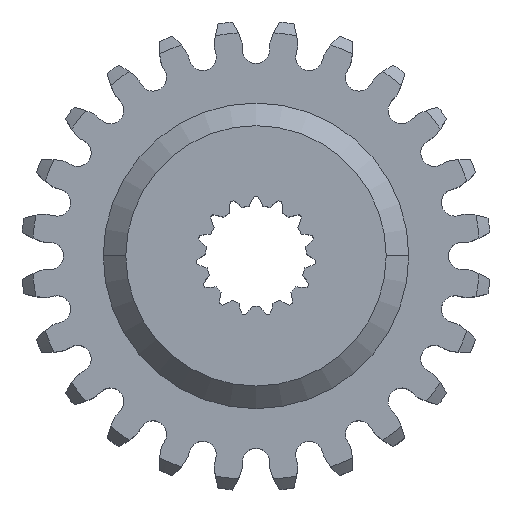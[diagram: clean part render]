
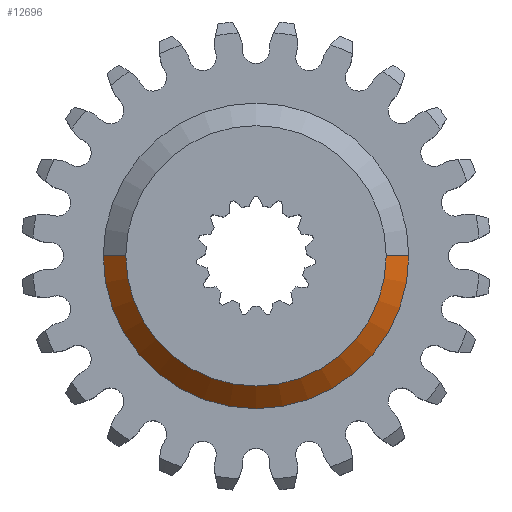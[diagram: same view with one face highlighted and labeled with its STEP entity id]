
A CAD part, top view. The second image highlights one B-rep face of the part: STEP entity #12696.
In plain terms, the highlighted conical face has half-angle 45 degrees and reference radius 10.732 mm.
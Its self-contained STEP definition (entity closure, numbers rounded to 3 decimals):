
#568 = VERTEX_POINT ( 'NONE', #15057 ) ;
#891 = CARTESIAN_POINT ( 'NONE',  ( 0., 0., 4.763 ) ) ;
#1069 = DIRECTION ( 'NONE',  ( 1., 0., 0. ) ) ;
#1317 = DIRECTION ( 'NONE',  ( -1., 0., 0. ) ) ;
#1668 = CARTESIAN_POINT ( 'NONE',  ( -10.732, 0., 4.763 ) ) ;
#1734 = AXIS2_PLACEMENT_3D ( 'NONE', #891, #6531, #1069 ) ;
#2060 = CARTESIAN_POINT ( 'NONE',  ( 10.732, 0., 4.763 ) ) ;
#2230 = VERTEX_POINT ( 'NONE', #8804 ) ;
#2493 = CONICAL_SURFACE ( 'NONE', #13219, 10.732, 0.785 ) ;
#2606 = ORIENTED_EDGE ( 'NONE', *, *, #13577, .T. ) ;
#2945 = ORIENTED_EDGE ( 'NONE', *, *, #7289, .T. ) ;
#3256 = LINE ( 'NONE', #1668, #12319 ) ;
#4693 = CARTESIAN_POINT ( 'NONE',  ( -9.144, 0., 6.35 ) ) ;
#4939 = CARTESIAN_POINT ( 'NONE',  ( 0., 0., 4.763 ) ) ;
#5025 = DIRECTION ( 'NONE',  ( 0., 0., -1. ) ) ;
#6531 = DIRECTION ( 'NONE',  ( 0., 0., -1. ) ) ;
#7289 = EDGE_CURVE ( 'NONE', #568, #8629, #16692, .T. ) ;
#8114 = EDGE_CURVE ( 'NONE', #14654, #2230, #14174, .T. ) ;
#8629 = VERTEX_POINT ( 'NONE', #4693 ) ;
#8804 = CARTESIAN_POINT ( 'NONE',  ( -10.732, 0., 4.763 ) ) ;
#9270 = DIRECTION ( 'NONE',  ( 0., 0., -1. ) ) ;
#9531 = CARTESIAN_POINT ( 'NONE',  ( 0., 0., 6.35 ) ) ;
#10089 = LINE ( 'NONE', #2060, #16839 ) ;
#10322 = ORIENTED_EDGE ( 'NONE', *, *, #16340, .F. ) ;
#11295 = DIRECTION ( 'NONE',  ( -0.707, 0., -0.707 ) ) ;
#11891 = EDGE_LOOP ( 'NONE', ( #10322, #2945, #2606, #15252 ) ) ;
#11907 = FACE_OUTER_BOUND ( 'NONE', #11891, .T. ) ;
#11991 = DIRECTION ( 'NONE',  ( -1., 0., 0. ) ) ;
#12157 = AXIS2_PLACEMENT_3D ( 'NONE', #9531, #9270, #1317 ) ;
#12319 = VECTOR ( 'NONE', #11295, 1000. ) ;
#12696 = ADVANCED_FACE ( 'NONE', ( #11907 ), #2493, .T. ) ;
#12848 = DIRECTION ( 'NONE',  ( 0.707, 0., -0.707 ) ) ;
#13219 = AXIS2_PLACEMENT_3D ( 'NONE', #4939, #5025, #11991 ) ;
#13577 = EDGE_CURVE ( 'NONE', #8629, #2230, #3256, .T. ) ;
#14174 = CIRCLE ( 'NONE', #1734, 10.732 ) ;
#14654 = VERTEX_POINT ( 'NONE', #16994 ) ;
#15057 = CARTESIAN_POINT ( 'NONE',  ( 9.144, 0., 6.35 ) ) ;
#15252 = ORIENTED_EDGE ( 'NONE', *, *, #8114, .F. ) ;
#16340 = EDGE_CURVE ( 'NONE', #568, #14654, #10089, .T. ) ;
#16692 = CIRCLE ( 'NONE', #12157, 9.144 ) ;
#16839 = VECTOR ( 'NONE', #12848, 1000. ) ;
#16994 = CARTESIAN_POINT ( 'NONE',  ( 10.732, 0., 4.763 ) ) ;
